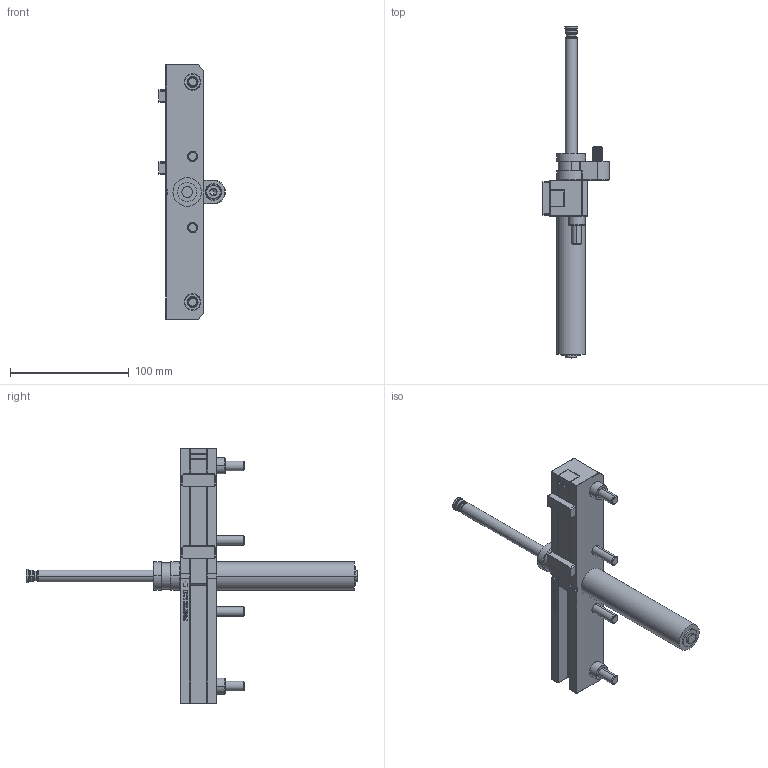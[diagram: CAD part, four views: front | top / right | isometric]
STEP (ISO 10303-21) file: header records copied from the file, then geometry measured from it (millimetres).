
FILE_DESCRIPTION (( 'STEP AP214' ), '1' );
FILE_NAME ('LS20100L_sim.STEP', '2024-09-18T09:01:18', ( '' ), ( '' ), 'SwSTEP 2.0', 'SolidWorks 2021', '' );
FILE_SCHEMA (( 'AUTOMOTIVE_DESIGN' ));
Length unit declared in the file: millimetre
Products named in the file (10): 1DIN912820; 9LS20050L-A1; 9LS20100-BC; LS20100L_sim; 1DIN912845_DIN 912 M8 x 45 --- 45C; 9LS20050L-A2; 9LS20100-B1; 9LS20050L-C2; 9LS20100L-C1_sim; ZBS025
Assembly tree (14 placements, depth 2):
  LS20100L_sim
    9LS20050L-A1
    9LS20050L-A2
    9LS20100-BC
    9LS20100-B1
    9LS20100L-C1_sim
    9LS20050L-C2  x2
    ZBS025  x2
    1DIN912845_DIN 912 M8 x 45 --- 45C  x4
    1DIN912820
Bounding box: 56 x 279 x 214 mm (x, y, z)
Volume: 266011.6 mm3; surface area: 102635.7 mm2
Topology: 16 solids, 17 shells, 930 faces, 2126 edges, 1201 vertices
Faces by surface type: cylinder 309, plane 301, cone 100, torus 98, sphere 74, bspline 48
Entity records: 28087 total; most frequent: CARTESIAN_POINT 9381, DIRECTION 3667, ORIENTED_EDGE 3404, EDGE_CURVE 1702, AXIS2_PLACEMENT_3D 1416, VERTEX_POINT 1008, VECTOR 835, LINE 835
